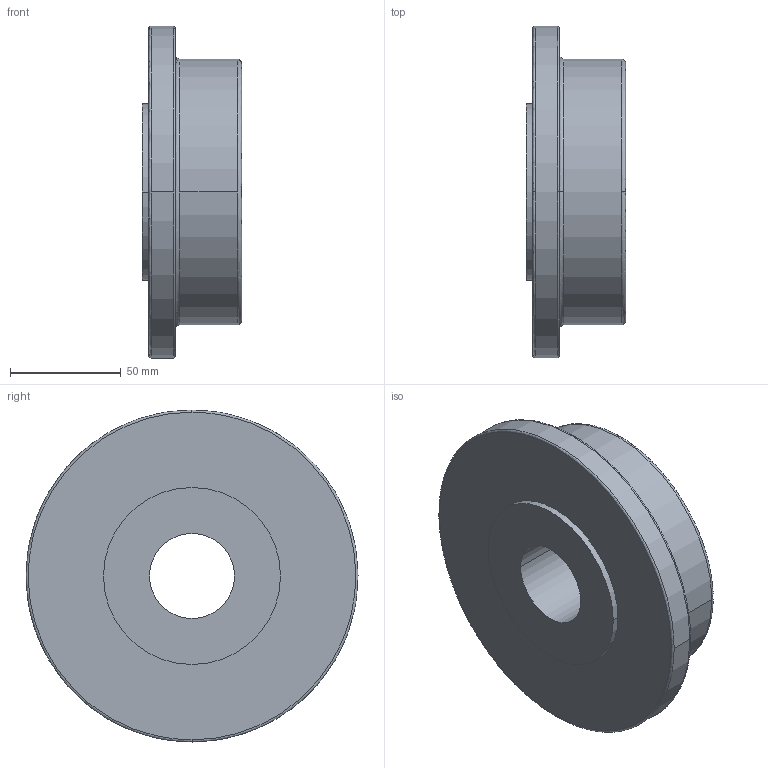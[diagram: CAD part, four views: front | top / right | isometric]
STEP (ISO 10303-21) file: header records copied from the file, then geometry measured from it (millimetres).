
FILE_DESCRIPTION (( 'STEP AP214' ), '1' );
FILE_NAME ('0015568.step', '2022-12-09T08:09:29', ( '' ), ( '' ), 'SwSTEP 2.0', 'SolidWorks 2020', '' );
FILE_SCHEMA (( 'AUTOMOTIVE_DESIGN' ));
Length unit declared in the file: inch
Products named in the file (1): 0015568
Bounding box: 45 x 150 x 150 mm (x, y, z)
Volume: 514247.4 mm3; surface area: 55038.7 mm2
Topology: 1 solids, 1 shells, 22 faces, 54 edges, 36 vertices
Faces by surface type: bspline 10, cylinder 8, plane 4
Entity records: 2107 total; most frequent: CARTESIAN_POINT 1280, ORIENTED_EDGE 108, DIRECTION 106, EDGE_CURVE 54, AXIS2_PLACEMENT_3D 49, VERTEX_POINT 36, CIRCLE 36, EDGE_LOOP 26
